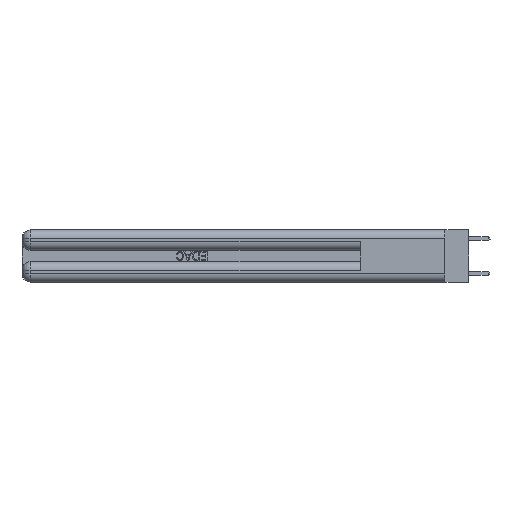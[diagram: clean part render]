
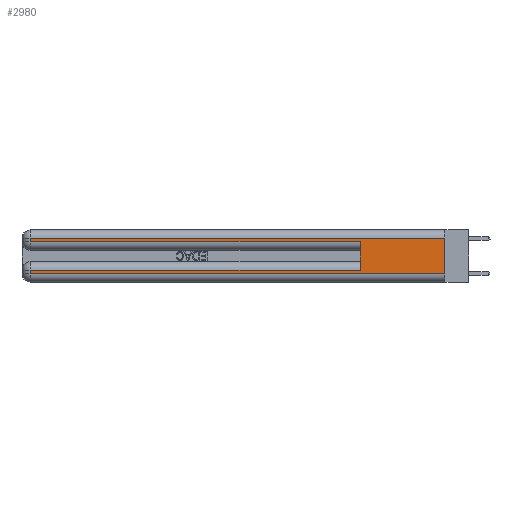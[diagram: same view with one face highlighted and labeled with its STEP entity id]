
A CAD part, left-side view. The second image highlights one B-rep face of the part: STEP entity #2980.
In plain terms, the highlighted planar face has unit normal (-1, 0, 0).
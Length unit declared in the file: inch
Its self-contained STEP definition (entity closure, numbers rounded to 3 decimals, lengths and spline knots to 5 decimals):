
#469 = VECTOR ( 'NONE', #21480, 39.37008 ) ;
#974 = VERTEX_POINT ( 'NONE', #18142 ) ;
#1390 = VERTEX_POINT ( 'NONE', #25821 ) ;
#1840 = CARTESIAN_POINT ( 'NONE',  ( 0., 2.94, 0.06 ) ) ;
#1858 = DIRECTION ( 'NONE',  ( 0., -1., 0. ) ) ;
#1931 = VECTOR ( 'NONE', #3226, 39.37008 ) ;
#1964 = CARTESIAN_POINT ( 'NONE',  ( 0., 0., 0.06 ) ) ;
#2074 = LINE ( 'NONE', #1964, #7123 ) ;
#2980 = ADVANCED_FACE ( 'NONE', ( #6496 ), #7852, .F. ) ;
#3204 = CARTESIAN_POINT ( 'NONE',  ( 0., 0.6, 0.285 ) ) ;
#3226 = DIRECTION ( 'NONE',  ( 0., 1., 0. ) ) ;
#3617 = DIRECTION ( 'NONE',  ( 1., 0., 0. ) ) ;
#3696 = ORIENTED_EDGE ( 'NONE', *, *, #6755, .T. ) ;
#3816 = ORIENTED_EDGE ( 'NONE', *, *, #16878, .F. ) ;
#3865 = EDGE_CURVE ( 'NONE', #22344, #25133, #2074, .T. ) ;
#4332 = CARTESIAN_POINT ( 'NONE',  ( 0., 0.6, 0.145 ) ) ;
#6496 = FACE_OUTER_BOUND ( 'NONE', #13534, .T. ) ;
#6507 = DIRECTION ( 'NONE',  ( 0., 0., 1. ) ) ;
#6755 = EDGE_CURVE ( 'NONE', #974, #22344, #24738, .T. ) ;
#6820 = LINE ( 'NONE', #19538, #469 ) ;
#7123 = VECTOR ( 'NONE', #1858, 39.37008 ) ;
#7462 = CARTESIAN_POINT ( 'NONE',  ( 0., 0., 0.31 ) ) ;
#7654 = LINE ( 'NONE', #7462, #1931 ) ;
#7852 = PLANE ( 'NONE',  #9192 ) ;
#8202 = EDGE_CURVE ( 'NONE', #14663, #974, #25309, .T. ) ;
#8452 = CARTESIAN_POINT ( 'NONE',  ( 0., 0., 0.06 ) ) ;
#8589 = LINE ( 'NONE', #4332, #19367 ) ;
#9051 = ORIENTED_EDGE ( 'NONE', *, *, #13980, .T. ) ;
#9192 = AXIS2_PLACEMENT_3D ( 'NONE', #27004, #3617, #18690 ) ;
#9653 = EDGE_CURVE ( 'NONE', #14663, #9961, #8589, .T. ) ;
#9922 = ORIENTED_EDGE ( 'NONE', *, *, #8202, .T. ) ;
#9961 = VERTEX_POINT ( 'NONE', #3204 ) ;
#11095 = EDGE_CURVE ( 'NONE', #1390, #9961, #6820, .T. ) ;
#11535 = CARTESIAN_POINT ( 'NONE',  ( 0., 0., 0.37 ) ) ;
#11551 = DIRECTION ( 'NONE',  ( 0., 0., -1. ) ) ;
#12449 = DIRECTION ( 'NONE',  ( 0., 0., -1. ) ) ;
#12522 = EDGE_CURVE ( 'NONE', #19352, #1390, #13458, .T. ) ;
#12615 = ORIENTED_EDGE ( 'NONE', *, *, #12522, .T. ) ;
#12633 = ORIENTED_EDGE ( 'NONE', *, *, #3865, .T. ) ;
#13458 = LINE ( 'NONE', #22343, #15535 ) ;
#13534 = EDGE_LOOP ( 'NONE', ( #3816, #9051, #12615, #17471, #20891, #9922, #3696, #12633 ) ) ;
#13980 = EDGE_CURVE ( 'NONE', #24438, #19352, #7654, .T. ) ;
#14663 = VERTEX_POINT ( 'NONE', #20581 ) ;
#15535 = VECTOR ( 'NONE', #11551, 39.37008 ) ;
#16612 = CARTESIAN_POINT ( 'NONE',  ( 0., 0., 0.31 ) ) ;
#16878 = EDGE_CURVE ( 'NONE', #24438, #25133, #20009, .T. ) ;
#17471 = ORIENTED_EDGE ( 'NONE', *, *, #11095, .T. ) ;
#18065 = DIRECTION ( 'NONE',  ( 0., 0., -1. ) ) ;
#18142 = CARTESIAN_POINT ( 'NONE',  ( 0., 2.94, 0.085 ) ) ;
#18674 = VECTOR ( 'NONE', #18065, 39.37008 ) ;
#18690 = DIRECTION ( 'NONE',  ( 0., 0., -1. ) ) ;
#19065 = VECTOR ( 'NONE', #23681, 39.37008 ) ;
#19352 = VERTEX_POINT ( 'NONE', #22964 ) ;
#19367 = VECTOR ( 'NONE', #6507, 39.37008 ) ;
#19538 = CARTESIAN_POINT ( 'NONE',  ( 0., 0., 0.285 ) ) ;
#20009 = LINE ( 'NONE', #11535, #18674 ) ;
#20581 = CARTESIAN_POINT ( 'NONE',  ( 0., 0.6, 0.085 ) ) ;
#20891 = ORIENTED_EDGE ( 'NONE', *, *, #9653, .F. ) ;
#21480 = DIRECTION ( 'NONE',  ( 0., -1., 0. ) ) ;
#21495 = CARTESIAN_POINT ( 'NONE',  ( 0., 0., 0.085 ) ) ;
#22343 = CARTESIAN_POINT ( 'NONE',  ( 0., 2.94, 0.37 ) ) ;
#22344 = VERTEX_POINT ( 'NONE', #1840 ) ;
#22964 = CARTESIAN_POINT ( 'NONE',  ( 0., 2.94, 0.31 ) ) ;
#23114 = CARTESIAN_POINT ( 'NONE',  ( 0., 2.94, 0.37 ) ) ;
#23681 = DIRECTION ( 'NONE',  ( 0., 1., 0. ) ) ;
#24086 = VECTOR ( 'NONE', #12449, 39.37008 ) ;
#24438 = VERTEX_POINT ( 'NONE', #16612 ) ;
#24738 = LINE ( 'NONE', #23114, #24086 ) ;
#25133 = VERTEX_POINT ( 'NONE', #8452 ) ;
#25309 = LINE ( 'NONE', #21495, #19065 ) ;
#25821 = CARTESIAN_POINT ( 'NONE',  ( 0., 2.94, 0.285 ) ) ;
#27004 = CARTESIAN_POINT ( 'NONE',  ( 0., 0., 0.37 ) ) ;
